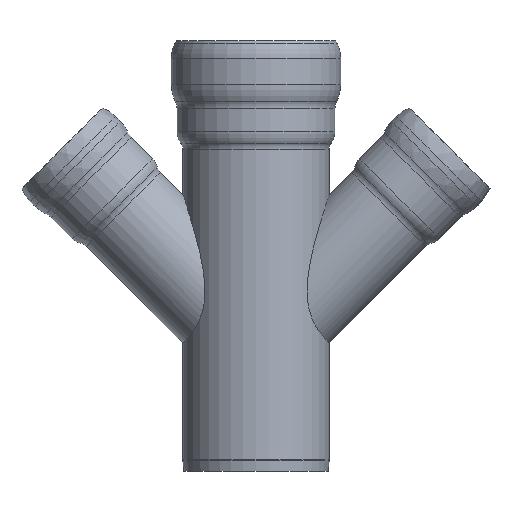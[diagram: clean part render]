
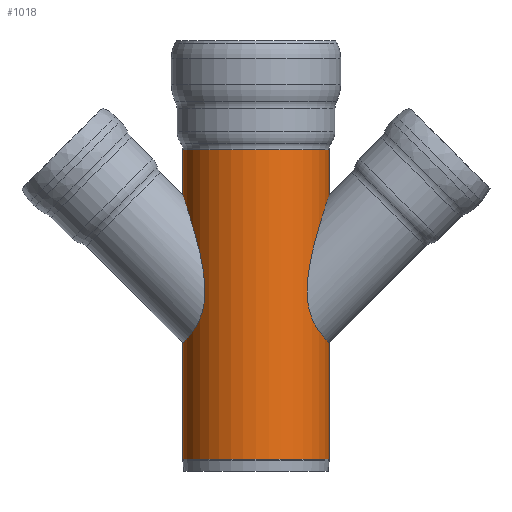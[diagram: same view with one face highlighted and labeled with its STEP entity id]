
A CAD part, front view. The second image highlights one B-rep face of the part: STEP entity #1018.
In plain terms, the highlighted cylindrical face has radius 510 mm (diameter 1020 mm), a full revolution.
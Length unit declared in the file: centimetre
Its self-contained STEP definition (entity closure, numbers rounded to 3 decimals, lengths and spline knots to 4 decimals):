
#50=CYLINDRICAL_SURFACE('',#1136,51.);
#76=LINE('',#1768,#102);
#102=VECTOR('',#1408,51.);
#148=FACE_OUTER_BOUND('',#210,.T.);
#210=EDGE_LOOP('',(#764,#765,#766,#767,#768,#769));
#262=CIRCLE('',#1073,51.);
#263=CIRCLE('',#1074,51.);
#304=CIRCLE('',#1134,51.);
#305=CIRCLE('',#1135,51.);
#389=VERTEX_POINT('',#1661);
#390=VERTEX_POINT('',#1663);
#420=VERTEX_POINT('',#1762);
#421=VERTEX_POINT('',#1764);
#495=EDGE_CURVE('',#389,#390,#262,.T.);
#496=EDGE_CURVE('',#390,#389,#263,.T.);
#546=EDGE_CURVE('',#421,#420,#304,.T.);
#547=EDGE_CURVE('',#420,#421,#305,.T.);
#548=EDGE_CURVE('',#390,#421,#76,.T.);
#764=ORIENTED_EDGE('',*,*,#495,.F.);
#765=ORIENTED_EDGE('',*,*,#496,.F.);
#766=ORIENTED_EDGE('',*,*,#548,.T.);
#767=ORIENTED_EDGE('',*,*,#546,.T.);
#768=ORIENTED_EDGE('',*,*,#547,.T.);
#769=ORIENTED_EDGE('',*,*,#548,.F.);
#1018=ADVANCED_FACE('',(#148),#50,.T.);
#1073=AXIS2_PLACEMENT_3D('',#1664,#1271,#1272);
#1074=AXIS2_PLACEMENT_3D('',#1665,#1273,#1274);
#1134=AXIS2_PLACEMENT_3D('',#1765,#1402,#1403);
#1135=AXIS2_PLACEMENT_3D('',#1766,#1404,#1405);
#1136=AXIS2_PLACEMENT_3D('',#1767,#1406,#1407);
#1271=DIRECTION('center_axis',(0.,0.,
-1.));
#1272=DIRECTION('ref_axis',(1.,0.,0.));
#1273=DIRECTION('center_axis',(0.,0.,
-1.));
#1274=DIRECTION('ref_axis',(1.,0.,0.));
#1402=DIRECTION('center_axis',(0.,0.,
-1.));
#1403=DIRECTION('ref_axis',(1.,0.,0.));
#1404=DIRECTION('center_axis',(0.,0.,
-1.));
#1405=DIRECTION('ref_axis',(1.,0.,0.));
#1406=DIRECTION('center_axis',(0.,0.,
-1.));
#1407=DIRECTION('ref_axis',(-1.,0.,0.));
#1408=DIRECTION('',(0.,0.,1.));
#1661=CARTESIAN_POINT('',(36.1392,188.2958,-136.5634));
#1663=CARTESIAN_POINT('',(87.1392,239.2958,-136.5634));
#1664=CARTESIAN_POINT('Origin',(36.1392,239.2958,-136.5634));
#1665=CARTESIAN_POINT('Origin',(36.1392,239.2958,-136.5634));
#1762=CARTESIAN_POINT('',(36.1392,188.2958,78.966));
#1764=CARTESIAN_POINT('',(87.1392,239.2958,78.966));
#1765=CARTESIAN_POINT('Origin',(36.1392,239.2958,78.966));
#1766=CARTESIAN_POINT('Origin',(36.1392,239.2958,78.966));
#1767=CARTESIAN_POINT('Origin',(36.1392,239.2958,-29.0607));
#1768=CARTESIAN_POINT('',(87.1392,239.2958,-29.0607));
